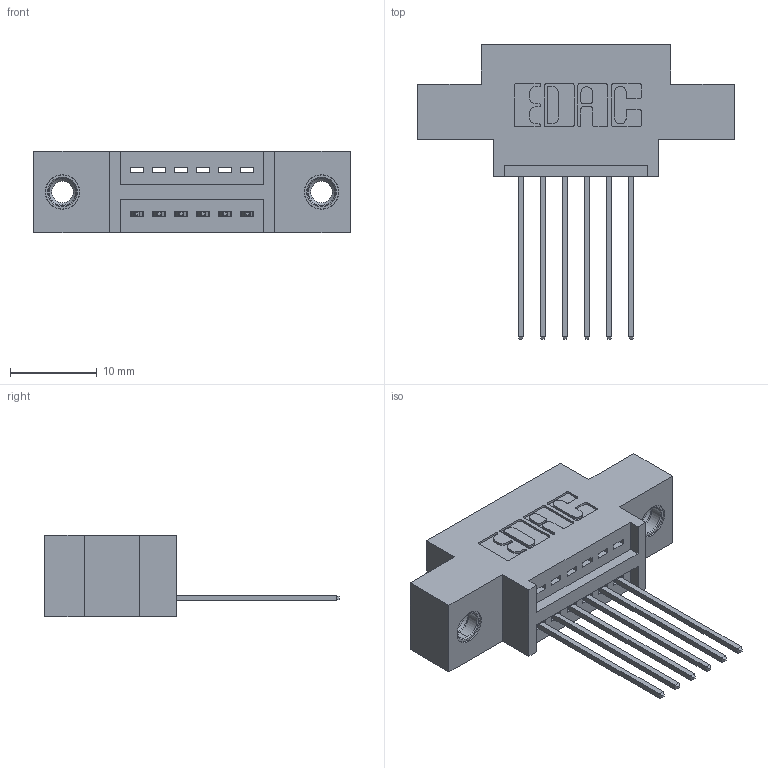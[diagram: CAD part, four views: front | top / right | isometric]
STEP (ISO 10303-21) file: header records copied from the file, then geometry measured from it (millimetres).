
FILE_DESCRIPTION (( 'STEP AP203' ), '1' );
FILE_NAME ('345-006-541-607.STEP', '2018-08-17T00:02:38', ( '' ), ( '' ), 'SwSTEP 2.0', 'SolidWorks 2016', '' );
FILE_SCHEMA (( 'CONFIG_CONTROL_DESIGN' ));
Length unit declared in the file: inch
Products named in the file (4): 345 Part_0.170 Offset - 0.156 Dia-TI; 345-292-001_345-293-141; 345-250-001_345-250-005-103; 345-006-541-607
Assembly tree (9 placements, depth 2):
  345-006-541-607
    345 Part_0.170 Offset - 0.156 Dia-TI
    345-292-001_345-293-141  x6
    345-250-001_345-250-005-103  x2
Bounding box: 36.45 x 33.96 x 9.4 mm (x, y, z)
Volume: 3060 mm3; surface area: 3852.7 mm2
Topology: 9 solids, 9 shells, 538 faces, 1545 edges, 1014 vertices
Faces by surface type: plane 356, cylinder 166, cone 12, torus 4
Entity records: 10698 total; most frequent: CARTESIAN_POINT 1837, ORIENTED_EDGE 1770, DIRECTION 1683, EDGE_CURVE 885, VECTOR 709, LINE 709, VERTEX_POINT 584, AXIS2_PLACEMENT_3D 487
